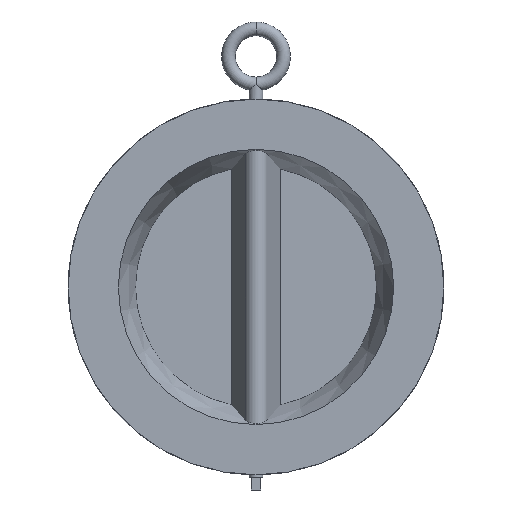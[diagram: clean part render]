
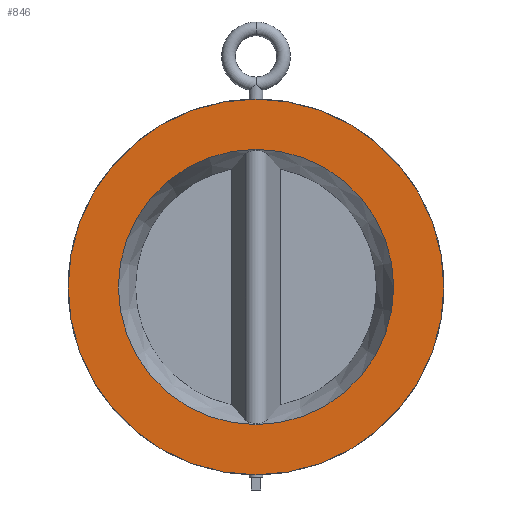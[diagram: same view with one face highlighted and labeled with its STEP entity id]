
A CAD part, front view. The second image highlights one B-rep face of the part: STEP entity #846.
In plain terms, the highlighted planar face has unit normal (0, -1, 0).
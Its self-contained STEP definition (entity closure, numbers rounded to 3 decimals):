
#118 = VERTEX_POINT ( 'NONE', #1877 ) ;
#121 = VERTEX_POINT ( 'NONE', #1931 ) ;
#123 = EDGE_CURVE ( 'NONE', #121, #118, #1907, .T. ) ;
#252 = VERTEX_POINT ( 'NONE', #2333 ) ;
#257 = EDGE_CURVE ( 'NONE', #280, #252, #2362, .T. ) ;
#280 = VERTEX_POINT ( 'NONE', #2441 ) ;
#299 = EDGE_CURVE ( 'NONE', #252, #280, #2531, .T. ) ;
#799 = EDGE_CURVE ( 'NONE', #118, #121, #3602, .T. ) ;
#844 = ORIENTED_EDGE ( 'NONE', *, *, #799, .F. ) ;
#846 = ADVANCED_FACE ( 'NONE', ( #3705, #3733 ), #3732, .F. ) ;
#847 = ORIENTED_EDGE ( 'NONE', *, *, #257, .T. ) ;
#848 = EDGE_LOOP ( 'NONE', ( #844, #855 ) ) ;
#855 = ORIENTED_EDGE ( 'NONE', *, *, #123, .F. ) ;
#857 = EDGE_LOOP ( 'NONE', ( #847, #865 ) ) ;
#865 = ORIENTED_EDGE ( 'NONE', *, *, #299, .T. ) ;
#1874 = AXIS2_PLACEMENT_3D ( 'NONE', #1903, #1902, #1901 ) ;
#1877 = CARTESIAN_POINT ( 'NONE',  ( 0., 0., -100. ) ) ;
#1901 = DIRECTION ( 'NONE',  ( 0., 0., -1. ) ) ;
#1902 = DIRECTION ( 'NONE',  ( 0., -1., 0. ) ) ;
#1903 = CARTESIAN_POINT ( 'NONE',  ( 0., 0., 0. ) ) ;
#1907 = CIRCLE ( 'NONE', #1874, 100. ) ;
#1931 = CARTESIAN_POINT ( 'NONE',  ( 0., 0., 100. ) ) ;
#2333 = CARTESIAN_POINT ( 'NONE',  ( 0., 0., 136.5 ) ) ;
#2337 = AXIS2_PLACEMENT_3D ( 'NONE', #2368, #2400, #2399 ) ;
#2362 = CIRCLE ( 'NONE', #2337, 136.5 ) ;
#2368 = CARTESIAN_POINT ( 'NONE',  ( 0., 0., 0. ) ) ;
#2399 = DIRECTION ( 'NONE',  ( 0., 0., -1. ) ) ;
#2400 = DIRECTION ( 'NONE',  ( 0., -1., 0. ) ) ;
#2441 = CARTESIAN_POINT ( 'NONE',  ( 0., 0., -136.5 ) ) ;
#2493 = AXIS2_PLACEMENT_3D ( 'NONE', #2512, #2511, #2510 ) ;
#2510 = DIRECTION ( 'NONE',  ( 0., 0., -1. ) ) ;
#2511 = DIRECTION ( 'NONE',  ( 0., -1., 0. ) ) ;
#2512 = CARTESIAN_POINT ( 'NONE',  ( 0., 0., 0. ) ) ;
#2531 = CIRCLE ( 'NONE', #2493, 136.5 ) ;
#3602 = CIRCLE ( 'NONE', #3653, 100. ) ;
#3632 = DIRECTION ( 'NONE',  ( 0., 0., -1. ) ) ;
#3633 = DIRECTION ( 'NONE',  ( 0., -1., 0. ) ) ;
#3634 = CARTESIAN_POINT ( 'NONE',  ( 0., 0., 0. ) ) ;
#3653 = AXIS2_PLACEMENT_3D ( 'NONE', #3634, #3633, #3632 ) ;
#3694 = CARTESIAN_POINT ( 'NONE',  ( -100., 0., 0. ) ) ;
#3705 = FACE_OUTER_BOUND ( 'NONE', #857, .T. ) ;
#3720 = DIRECTION ( 'NONE',  ( 0., 0., 1. ) ) ;
#3721 = DIRECTION ( 'NONE',  ( 0., 1., 0. ) ) ;
#3726 = AXIS2_PLACEMENT_3D ( 'NONE', #3694, #3721, #3720 ) ;
#3732 = PLANE ( 'NONE',  #3726 ) ;
#3733 = FACE_BOUND ( 'NONE', #848, .T. ) ;
